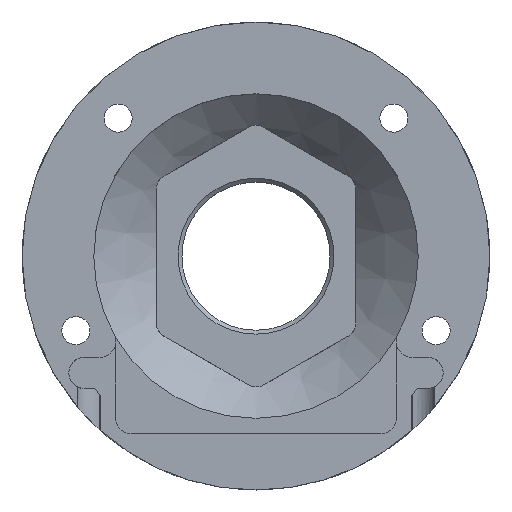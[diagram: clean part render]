
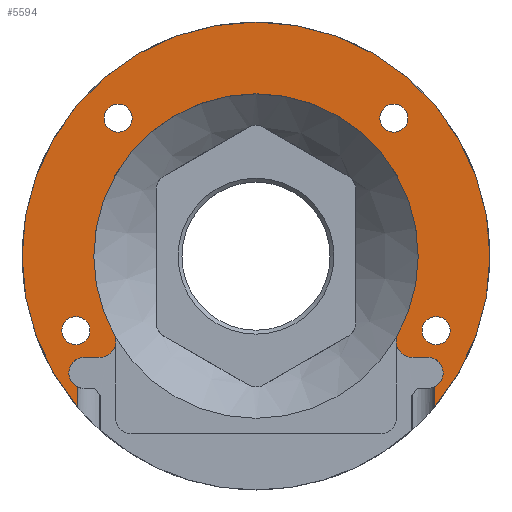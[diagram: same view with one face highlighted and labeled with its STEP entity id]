
A CAD part, top view. The second image highlights one B-rep face of the part: STEP entity #5594.
In plain terms, the highlighted planar face has unit normal (0, 0, 1).
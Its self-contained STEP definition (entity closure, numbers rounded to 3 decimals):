
#1137=CARTESIAN_POINT('',(11.464,-7.399,28.086));
#1138=VERTEX_POINT('',#1137);
#1149=CARTESIAN_POINT('',(11.,-5.514,28.086));
#1150=VERTEX_POINT('',#1149);
#1151=CARTESIAN_POINT('',(11.,-6.514,28.086));
#1152=DIRECTION('',(0.,-0.,-1.));
#1153=DIRECTION('',(0.,1.,-0.));
#1154=AXIS2_PLACEMENT_3D('',#1151,#1152,#1153);
#1155=CIRCLE('',#1154,1.);
#1156=EDGE_CURVE('',#1150,#1138,#1155,.T.);
#5401=CARTESIAN_POINT('',(-11.,-5.514,28.086));
#5402=VERTEX_POINT('',#5401);
#5403=CARTESIAN_POINT('',(-11.464,-7.399,28.086));
#5404=VERTEX_POINT('',#5403);
#5405=CARTESIAN_POINT('',(-11.,-6.514,28.086));
#5406=DIRECTION('',(-0.,0.,1.));
#5407=DIRECTION('',(0.,1.,-0.));
#5408=AXIS2_PLACEMENT_3D('',#5405,#5406,#5407);
#5409=CIRCLE('',#5408,1.);
#5410=EDGE_CURVE('',#5402,#5404,#5409,.T.);
#5461=CARTESIAN_POINT('',(0.,0.986,28.086));
#5462=DIRECTION('',(0.,0.,1.));
#5463=DIRECTION('',(0.,-1.,0.));
#5464=AXIS2_PLACEMENT_3D('',#5461,#5462,#5463);
#5465=PLANE('',#5464);
#5466=CARTESIAN_POINT('',(-10.,-5.514,28.086));
#5467=VERTEX_POINT('',#5466);
#5468=CARTESIAN_POINT('',(-10.,-5.514,28.086));
#5469=DIRECTION('',(-1.,-0.,0.));
#5470=VECTOR('',#5469,1.);
#5471=LINE('',#5468,#5470);
#5472=EDGE_CURVE('',#5467,#5402,#5471,.T.);
#5473=ORIENTED_EDGE('',*,*,#5472,.F.);
#5474=CARTESIAN_POINT('',(-9.,-4.514,28.086));
#5475=VERTEX_POINT('',#5474);
#5476=CARTESIAN_POINT('',(-10.,-4.514,28.086));
#5477=DIRECTION('',(0.,0.,1.));
#5478=DIRECTION('',(0.,-1.,0.));
#5479=AXIS2_PLACEMENT_3D('',#5476,#5477,#5478);
#5480=CIRCLE('',#5479,1.);
#5481=EDGE_CURVE('',#5467,#5475,#5480,.T.);
#5482=ORIENTED_EDGE('',*,*,#5481,.T.);
#5483=CARTESIAN_POINT('',(-9.,-4.225,28.086));
#5484=VERTEX_POINT('',#5483);
#5485=CARTESIAN_POINT('',(-9.,-4.225,28.086));
#5486=DIRECTION('',(0.,-1.,0.));
#5487=VECTOR('',#5486,0.288);
#5488=LINE('',#5485,#5487);
#5489=EDGE_CURVE('',#5484,#5475,#5488,.T.);
#5490=ORIENTED_EDGE('',*,*,#5489,.F.);
#5491=CARTESIAN_POINT('',(9.,-4.225,28.086));
#5492=VERTEX_POINT('',#5491);
#5493=CARTESIAN_POINT('',(0.,0.986,28.086));
#5494=DIRECTION('',(0.,-0.,1.));
#5495=DIRECTION('',(0.,-1.,-0.));
#5496=AXIS2_PLACEMENT_3D('',#5493,#5494,#5495);
#5497=CIRCLE('',#5496,10.4);
#5498=EDGE_CURVE('',#5492,#5484,#5497,.T.);
#5499=ORIENTED_EDGE('',*,*,#5498,.F.);
#5500=CARTESIAN_POINT('',(9.,-4.514,28.086));
#5501=VERTEX_POINT('',#5500);
#5502=CARTESIAN_POINT('',(9.,-4.514,28.086));
#5503=DIRECTION('',(0.,1.,-0.));
#5504=VECTOR('',#5503,0.288);
#5505=LINE('',#5502,#5504);
#5506=EDGE_CURVE('',#5501,#5492,#5505,.T.);
#5507=ORIENTED_EDGE('',*,*,#5506,.F.);
#5508=CARTESIAN_POINT('',(10.,-5.514,28.086));
#5509=VERTEX_POINT('',#5508);
#5510=CARTESIAN_POINT('',(10.,-4.514,28.086));
#5511=DIRECTION('',(0.,0.,1.));
#5512=DIRECTION('',(0.,-1.,0.));
#5513=AXIS2_PLACEMENT_3D('',#5510,#5511,#5512);
#5514=CIRCLE('',#5513,1.);
#5515=EDGE_CURVE('',#5501,#5509,#5514,.T.);
#5516=ORIENTED_EDGE('',*,*,#5515,.T.);
#5517=CARTESIAN_POINT('',(11.,-5.514,28.086));
#5518=DIRECTION('',(-1.,-0.,0.));
#5519=VECTOR('',#5518,1.);
#5520=LINE('',#5517,#5519);
#5521=EDGE_CURVE('',#1150,#5509,#5520,.T.);
#5522=ORIENTED_EDGE('',*,*,#5521,.F.);
#5523=ORIENTED_EDGE('',*,*,#1156,.T.);
#5524=CARTESIAN_POINT('',(11.464,-8.687,28.086));
#5525=VERTEX_POINT('',#5524);
#5526=CARTESIAN_POINT('',(11.464,-8.687,28.086));
#5527=DIRECTION('',(-0.,1.,-0.));
#5528=VECTOR('',#5527,1.288);
#5529=LINE('',#5526,#5528);
#5530=EDGE_CURVE('',#5525,#1138,#5529,.T.);
#5531=ORIENTED_EDGE('',*,*,#5530,.F.);
#5532=CARTESIAN_POINT('',(-11.464,-8.687,28.086));
#5533=VERTEX_POINT('',#5532);
#5534=CARTESIAN_POINT('',(0.,0.986,28.086));
#5535=DIRECTION('',(0.,0.,1.));
#5536=DIRECTION('',(0.,-1.,0.));
#5537=AXIS2_PLACEMENT_3D('',#5534,#5535,#5536);
#5538=CIRCLE('',#5537,15.);
#5539=EDGE_CURVE('',#5525,#5533,#5538,.T.);
#5540=ORIENTED_EDGE('',*,*,#5539,.T.);
#5541=CARTESIAN_POINT('',(-11.464,-7.399,28.086));
#5542=DIRECTION('',(0.,-1.,0.));
#5543=VECTOR('',#5542,1.288);
#5544=LINE('',#5541,#5543);
#5545=EDGE_CURVE('',#5404,#5533,#5544,.T.);
#5546=ORIENTED_EDGE('',*,*,#5545,.F.);
#5547=ORIENTED_EDGE('',*,*,#5410,.F.);
#5548=EDGE_LOOP('',(#5473,#5482,#5490,#5499,#5507,#5516,#5522,#5523,#5531,#5540,#5546,#5547));
#5549=FACE_BOUND('',#5548,.T.);
#5550=CARTESIAN_POINT('',(-8.839,10.725,28.086));
#5551=VERTEX_POINT('',#5550);
#5552=CARTESIAN_POINT('',(-8.839,9.825,28.086));
#5553=DIRECTION('',(-0.,0.,1.));
#5554=DIRECTION('',(0.,1.,-0.));
#5555=AXIS2_PLACEMENT_3D('',#5552,#5553,#5554);
#5556=CIRCLE('',#5555,0.9);
#5557=EDGE_CURVE('',#5551,#5551,#5556,.T.);
#5558=ORIENTED_EDGE('',*,*,#5557,.F.);
#5559=EDGE_LOOP('',(#5558));
#5560=FACE_BOUND('',#5559,.T.);
#5561=CARTESIAN_POINT('',(-11.548,-2.897,28.086));
#5562=VERTEX_POINT('',#5561);
#5563=CARTESIAN_POINT('',(-11.548,-3.797,28.086));
#5564=DIRECTION('',(-0.,0.,1.));
#5565=DIRECTION('',(0.,1.,-0.));
#5566=AXIS2_PLACEMENT_3D('',#5563,#5564,#5565);
#5567=CIRCLE('',#5566,0.9);
#5568=EDGE_CURVE('',#5562,#5562,#5567,.T.);
#5569=ORIENTED_EDGE('',*,*,#5568,.F.);
#5570=EDGE_LOOP('',(#5569));
#5571=FACE_BOUND('',#5570,.T.);
#5572=CARTESIAN_POINT('',(11.548,-2.897,28.086));
#5573=VERTEX_POINT('',#5572);
#5574=CARTESIAN_POINT('',(11.548,-3.797,28.086));
#5575=DIRECTION('',(-0.,0.,1.));
#5576=DIRECTION('',(0.,1.,-0.));
#5577=AXIS2_PLACEMENT_3D('',#5574,#5575,#5576);
#5578=CIRCLE('',#5577,0.9);
#5579=EDGE_CURVE('',#5573,#5573,#5578,.T.);
#5580=ORIENTED_EDGE('',*,*,#5579,.F.);
#5581=EDGE_LOOP('',(#5580));
#5582=FACE_BOUND('',#5581,.T.);
#5583=CARTESIAN_POINT('',(8.839,10.725,28.086));
#5584=VERTEX_POINT('',#5583);
#5585=CARTESIAN_POINT('',(8.839,9.825,28.086));
#5586=DIRECTION('',(-0.,0.,1.));
#5587=DIRECTION('',(0.,1.,-0.));
#5588=AXIS2_PLACEMENT_3D('',#5585,#5586,#5587);
#5589=CIRCLE('',#5588,0.9);
#5590=EDGE_CURVE('',#5584,#5584,#5589,.T.);
#5591=ORIENTED_EDGE('',*,*,#5590,.F.);
#5592=EDGE_LOOP('',(#5591));
#5593=FACE_BOUND('',#5592,.T.);
#5594=ADVANCED_FACE('',(#5549,#5560,#5571,#5582,#5593),#5465,.T.);
